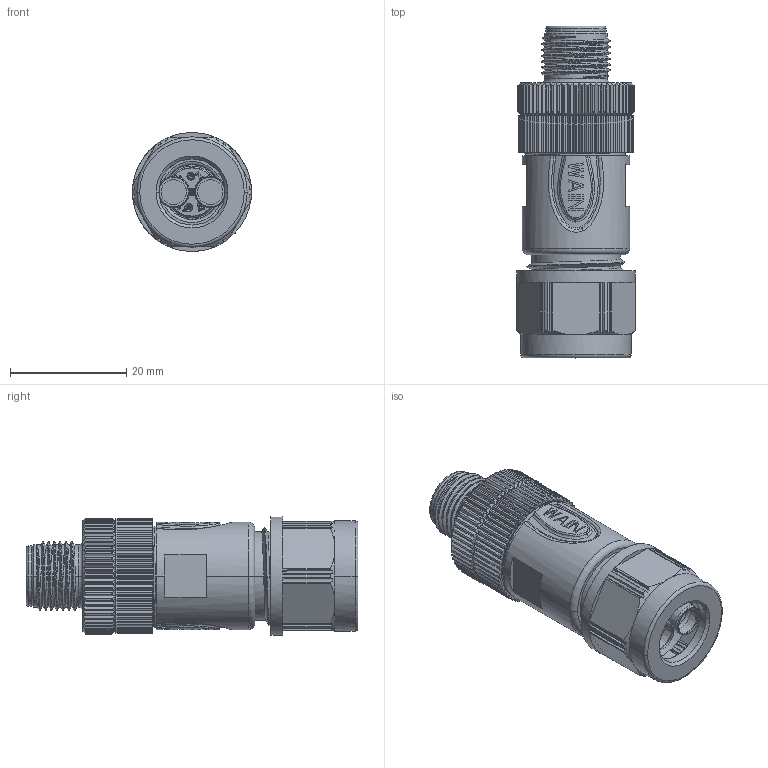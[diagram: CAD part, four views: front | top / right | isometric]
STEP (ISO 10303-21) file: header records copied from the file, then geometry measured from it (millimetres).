
FILE_DESCRIPTION((''),'2;1');
FILE_NAME('3D_1630084013002_M12P-M08A-T-2D','2024-03-18T',('12262'),(''),'PRO/ENGINEER BY PARAMETRIC TECHNOLOGY CORPORATION, 2012480','PRO/ENGINEER BY PARAMETRIC TECHNOLOGY CORPORATION, 2012480','');
FILE_SCHEMA(('CONFIG_CONTROL_DESIGN'));
Products named in the file (1): 3D_1630084013002_M12P-M08A-T-2D
Bounding box: 20.5 x 57.2 x 20.49 mm (x, y, z)
Volume: 11789.3 mm3; surface area: 12049.7 mm2
Topology: 1 solids, 3 shells, 1962 faces, 5571 edges, 3581 vertices
Faces by surface type: plane 774, cylinder 561, cone 317, bspline 155, extrusion 101, sphere 32, torus 22
Entity records: 90094 total; most frequent: CARTESIAN_POINT 42211, ORIENTED_EDGE 11054, DIRECTION 8586, EDGE_CURVE 5527, VERTEX_POINT 3581, AXIS2_PLACEMENT_3D 3133, VECTOR 2320, LINE 2219
